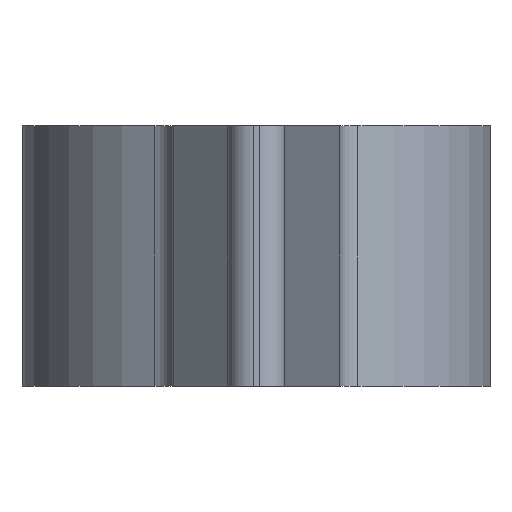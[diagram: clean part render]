
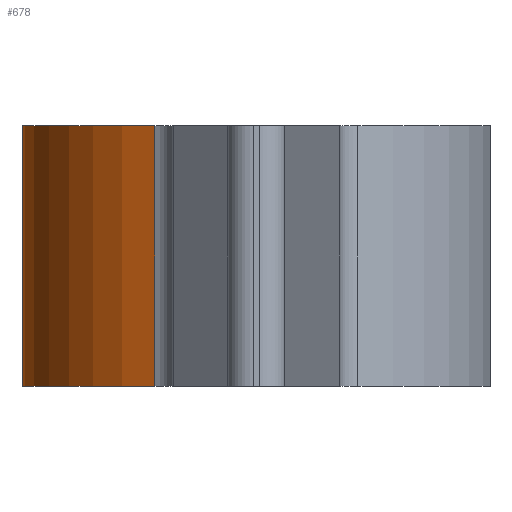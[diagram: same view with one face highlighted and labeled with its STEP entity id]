
A CAD part, front view. The second image highlights one B-rep face of the part: STEP entity #678.
In plain terms, the highlighted cylindrical face has radius 11.43 mm (diameter 22.86 mm), a partial arc.
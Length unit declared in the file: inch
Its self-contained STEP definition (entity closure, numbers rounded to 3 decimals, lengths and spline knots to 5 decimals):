
#2 = DIRECTION ( 'NONE',  ( 0., 0., -1. ) ) ;
#5 = EDGE_CURVE ( 'NONE', #439, #16, #118, .T. ) ;
#16 = VERTEX_POINT ( 'NONE', #654 ) ;
#19 = CYLINDRICAL_SURFACE ( 'NONE', #77, 0.45 ) ;
#53 = AXIS2_PLACEMENT_3D ( 'NONE', #280, #613, #677 ) ;
#77 = AXIS2_PLACEMENT_3D ( 'NONE', #84, #2, #275 ) ;
#84 = CARTESIAN_POINT ( 'NONE',  ( 0., 0., 0.5 ) ) ;
#118 = LINE ( 'NONE', #242, #278 ) ;
#142 = DIRECTION ( 'NONE',  ( 1., 0., 0. ) ) ;
#143 = ORIENTED_EDGE ( 'NONE', *, *, #741, .F. ) ;
#149 = VERTEX_POINT ( 'NONE', #418 ) ;
#171 = EDGE_LOOP ( 'NONE', ( #143, #295, #550, #338 ) ) ;
#181 = DIRECTION ( 'NONE',  ( 0., 0., 1. ) ) ;
#214 = CARTESIAN_POINT ( 'NONE',  ( 0., 0., 0.5 ) ) ;
#242 = CARTESIAN_POINT ( 'NONE',  ( -0.1948, -0.40565, 0.5 ) ) ;
#275 = DIRECTION ( 'NONE',  ( -1., 0., 0. ) ) ;
#278 = VECTOR ( 'NONE', #181, 39.37008 ) ;
#280 = CARTESIAN_POINT ( 'NONE',  ( 0., 0., 0. ) ) ;
#295 = ORIENTED_EDGE ( 'NONE', *, *, #342, .T. ) ;
#338 = ORIENTED_EDGE ( 'NONE', *, *, #5, .T. ) ;
#342 = EDGE_CURVE ( 'NONE', #489, #149, #399, .T. ) ;
#371 = VECTOR ( 'NONE', #787, 39.37008 ) ;
#399 = LINE ( 'NONE', #520, #371 ) ;
#418 = CARTESIAN_POINT ( 'NONE',  ( -0.45, 0., 0. ) ) ;
#431 = CIRCLE ( 'NONE', #53, 0.45 ) ;
#439 = VERTEX_POINT ( 'NONE', #828 ) ;
#489 = VERTEX_POINT ( 'NONE', #562 ) ;
#520 = CARTESIAN_POINT ( 'NONE',  ( -0.45, 0., 0.5 ) ) ;
#550 = ORIENTED_EDGE ( 'NONE', *, *, #615, .T. ) ;
#553 = AXIS2_PLACEMENT_3D ( 'NONE', #214, #608, #142 ) ;
#562 = CARTESIAN_POINT ( 'NONE',  ( -0.45, 0., 0.5 ) ) ;
#608 = DIRECTION ( 'NONE',  ( 0., 0., 1. ) ) ;
#613 = DIRECTION ( 'NONE',  ( 0., 0., 1. ) ) ;
#615 = EDGE_CURVE ( 'NONE', #149, #439, #431, .T. ) ;
#654 = CARTESIAN_POINT ( 'NONE',  ( -0.1948, -0.40565, 0.5 ) ) ;
#677 = DIRECTION ( 'NONE',  ( 1., 0., 0. ) ) ;
#678 = ADVANCED_FACE ( 'NONE', ( #736 ), #19, .T. ) ;
#736 = FACE_OUTER_BOUND ( 'NONE', #171, .T. ) ;
#741 = EDGE_CURVE ( 'NONE', #489, #16, #781, .T. ) ;
#781 = CIRCLE ( 'NONE', #553, 0.45 ) ;
#787 = DIRECTION ( 'NONE',  ( 0., 0., -1. ) ) ;
#828 = CARTESIAN_POINT ( 'NONE',  ( -0.1948, -0.40565, 0. ) ) ;
